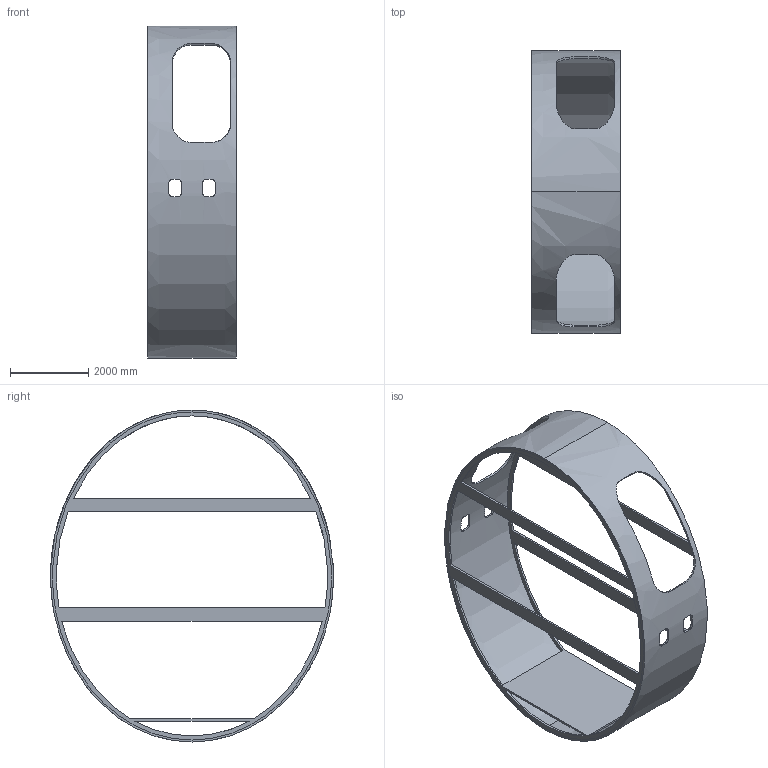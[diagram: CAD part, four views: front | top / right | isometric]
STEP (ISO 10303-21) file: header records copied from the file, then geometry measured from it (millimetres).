
FILE_DESCRIPTION(('CATIA V5 STEP Exchange'),'2;1');
FILE_NAME('fuselage.stp','2022-01-29T17:52:38+00:00',('none'),('none'),'CATIA Version 5 Release 20 GA (IN-10)','CATIA V5 STEP AP203','none');
FILE_SCHEMA(('CONFIG_CONTROL_DESIGN'));
Length unit declared in the file: millimetre
Products named in the file (1): Part5
Bounding box: 2260 x 7220 x 8470 mm (x, y, z)
Volume: 3342867669.7 mm3; surface area: 139597105.9 mm2
Topology: 1 solids, 1 shells, 94 faces, 282 edges, 189 vertices
Faces by surface type: bspline 48, plane 28, extrusion 16, cylinder 2
Entity records: 6742 total; most frequent: CARTESIAN_POINT 4549, ORIENTED_EDGE 564, EDGE_CURVE 282, DIRECTION 215, VERTEX_POINT 188, B_SPLINE_CURVE_WITH_KNOTS 178, EDGE_LOOP 120, VECTOR 114
